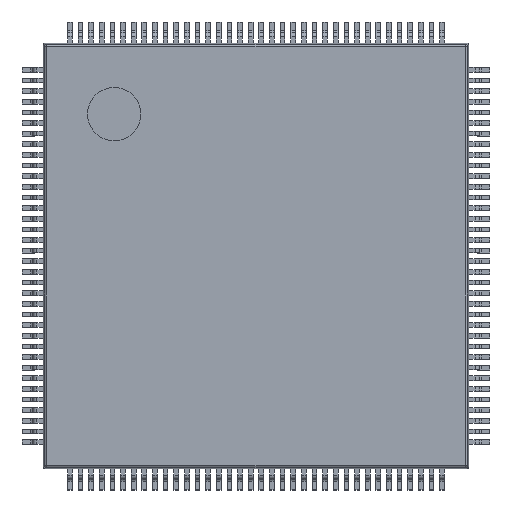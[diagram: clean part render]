
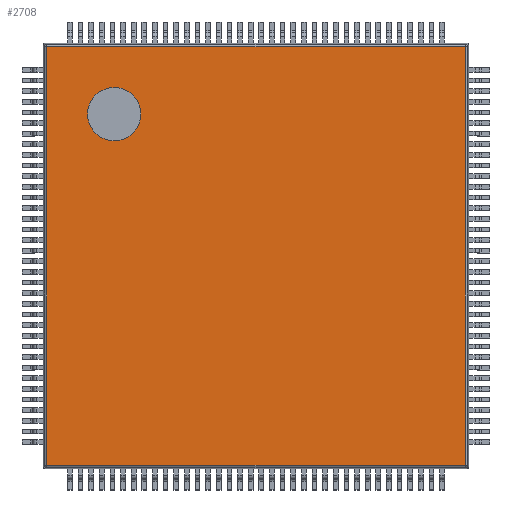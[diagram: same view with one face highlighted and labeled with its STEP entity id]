
A CAD part, top view. The second image highlights one B-rep face of the part: STEP entity #2708.
In plain terms, the highlighted planar face has unit normal (0, 0, 1).
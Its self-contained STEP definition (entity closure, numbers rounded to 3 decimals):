
#2532 = VERTEX_POINT('',#2533);
#2533 = CARTESIAN_POINT('',(0.161,0.161,1.6));
#2540 = EDGE_CURVE('',#2532,#2541,#2543,.T.);
#2541 = VERTEX_POINT('',#2542);
#2542 = CARTESIAN_POINT('',(0.161,19.839,1.6));
#2543 = LINE('',#2544,#2545);
#2544 = CARTESIAN_POINT('',(0.161,0.071,1.6));
#2545 = VECTOR('',#2546,1.);
#2546 = DIRECTION('',(0.,1.,0.));
#2583 = VERTEX_POINT('',#2584);
#2584 = CARTESIAN_POINT('',(19.839,0.161,1.6));
#2591 = EDGE_CURVE('',#2532,#2583,#2592,.T.);
#2592 = LINE('',#2593,#2594);
#2593 = CARTESIAN_POINT('',(0.071,0.161,1.6));
#2594 = VECTOR('',#2595,1.);
#2595 = DIRECTION('',(1.,0.,0.));
#2637 = EDGE_CURVE('',#2541,#2638,#2640,.T.);
#2638 = VERTEX_POINT('',#2639);
#2639 = CARTESIAN_POINT('',(19.839,19.839,1.6));
#2640 = LINE('',#2641,#2642);
#2641 = CARTESIAN_POINT('',(0.071,19.839,1.6));
#2642 = VECTOR('',#2643,1.);
#2643 = DIRECTION('',(1.,0.,0.));
#2668 = EDGE_CURVE('',#2583,#2638,#2669,.T.);
#2669 = LINE('',#2670,#2671);
#2670 = CARTESIAN_POINT('',(19.839,0.071,1.6));
#2671 = VECTOR('',#2672,1.);
#2672 = DIRECTION('',(0.,1.,0.));
#2708 = ADVANCED_FACE('',(#2709,#2715),#2726,.T.);
#2709 = FACE_BOUND('',#2710,.T.);
#2710 = EDGE_LOOP('',(#2711,#2712,#2713,#2714));
#2711 = ORIENTED_EDGE('',*,*,#2540,.F.);
#2712 = ORIENTED_EDGE('',*,*,#2591,.T.);
#2713 = ORIENTED_EDGE('',*,*,#2668,.T.);
#2714 = ORIENTED_EDGE('',*,*,#2637,.F.);
#2715 = FACE_BOUND('',#2716,.T.);
#2716 = EDGE_LOOP('',(#2717));
#2717 = ORIENTED_EDGE('',*,*,#2718,.F.);
#2718 = EDGE_CURVE('',#2719,#2719,#2721,.T.);
#2719 = VERTEX_POINT('',#2720);
#2720 = CARTESIAN_POINT('',(4.583,16.667,1.6));
#2721 = CIRCLE('',#2722,1.25);
#2722 = AXIS2_PLACEMENT_3D('',#2723,#2724,#2725);
#2723 = CARTESIAN_POINT('',(3.333,16.667,1.6));
#2724 = DIRECTION('',(0.,0.,1.));
#2725 = DIRECTION('',(1.,0.,0.));
#2726 = PLANE('',#2727);
#2727 = AXIS2_PLACEMENT_3D('',#2728,#2729,#2730);
#2728 = CARTESIAN_POINT('',(0.,0.,1.6));
#2729 = DIRECTION('',(0.,0.,1.));
#2730 = DIRECTION('',(1.,0.,0.));
